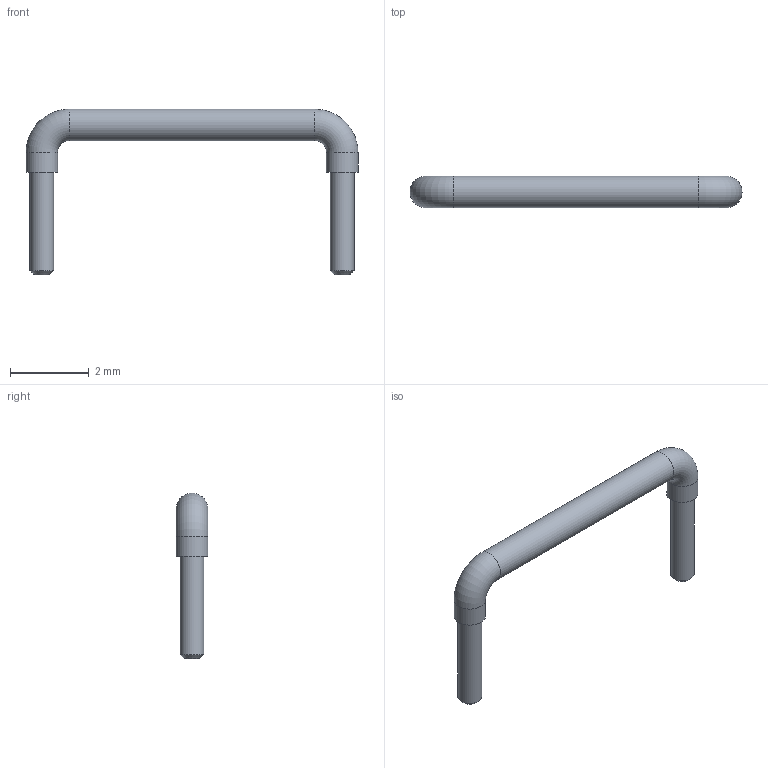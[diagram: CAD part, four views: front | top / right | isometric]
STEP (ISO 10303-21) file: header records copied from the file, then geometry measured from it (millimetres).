
FILE_DESCRIPTION(/* description */ ('STEP AP242','CAx-IF Rec.Pracs.---Representation and Presentation of Product Manufacturing Information (PMI)---4.0---2014-10-13','CAx-IF Rec.Pracs.---3D Tessellated Geometry---0.4---2014-09-14','2;1'),/* implementation_level */ '2;1');
FILE_NAME(/* name */ '6173ddb565d1843b21b56795',/* time_stamp */ '2021-10-23T10:02:30+00:00',/* author */ (''),/* organization */ (''),/* preprocessor_version */ 'ST-DEVELOPER v18.1',/* originating_system */ ' ',/* authorisation */ ' ');
FILE_SCHEMA (('AP242_MANAGED_MODEL_BASED_3D_ENGINEERING_MIM_LF { 1 0 10303 442 1 1 4 }'));
Length unit declared in the file: metre
Products named in the file (3): 7.62-wire1; 7.62; 7.62-wire0
Bounding box: 8.42 x 0.8 x 4.2 mm (x, y, z)
Volume: 6.2 mm3; surface area: 35.4 mm2
Topology: 3 solids, 3 shells, 15 faces, 21 edges, 12 vertices
Faces by surface type: plane 6, cylinder 5, cone 2, torus 2
Full cylindrical faces by diameter (mm): 0.6 x2, 0.8 x3
Entity records: 347 total; most frequent: DIRECTION 60, CARTESIAN_POINT 42, AXIS2_PLACEMENT_3D 30, ORIENTED_EDGE 24, EDGE_LOOP 24, FACE_BOUND 24, ADVANCED_FACE 15, EDGE_CURVE 12
